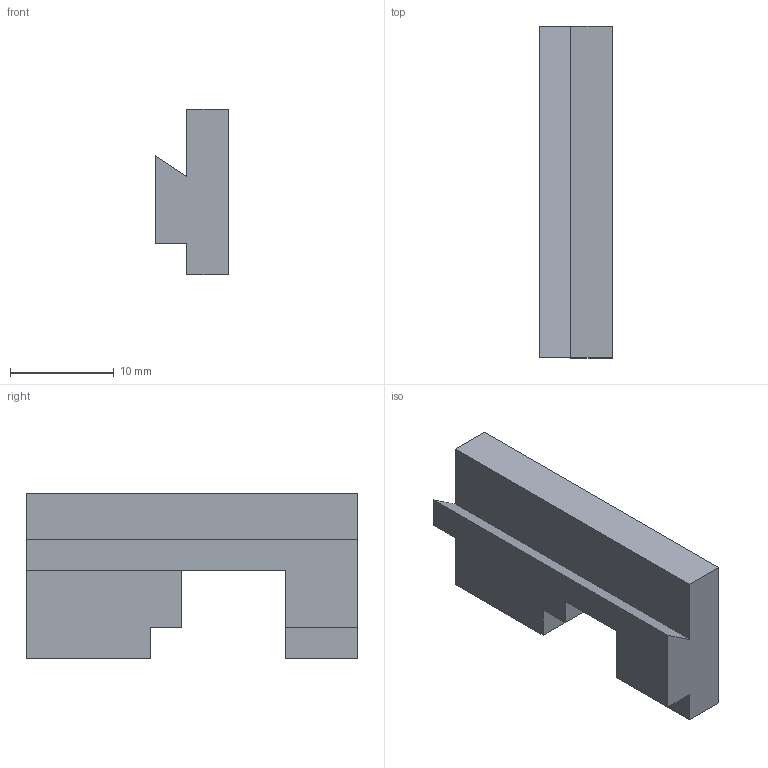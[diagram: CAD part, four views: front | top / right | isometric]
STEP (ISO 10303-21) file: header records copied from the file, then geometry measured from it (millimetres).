
FILE_DESCRIPTION(/* description */ (''),/* implementation_level */ '2;1');
FILE_NAME(/* name */ 'inner_rail_2.stp',/* time_stamp */ '2023-01-09T19:02:36-05:00',/* author */ ('Jared'),/* organization */ (''),/* preprocessor_version */ 'ST-DEVELOPER v19',/* originating_system */ 'Autodesk Inventor 2023',/* authorisation */ '');
FILE_SCHEMA (('AUTOMOTIVE_DESIGN { 1 0 10303 214 3 1 1 }'));
Length unit declared in the file: millimetre
Products named in the file (1): Inner Rails 2
Bounding box: 7 x 32 x 16 mm (x, y, z)
Volume: 1979.5 mm3; surface area: 1608.4 mm2
Topology: 1 solids, 1 shells, 17 faces, 45 edges, 30 vertices
Faces by surface type: plane 17
Entity records: 562 total; most frequent: CARTESIAN_POINT 93, ORIENTED_EDGE 90, DIRECTION 81, LINE 45, VECTOR 45, EDGE_CURVE 45, VERTEX_POINT 30, AXIS2_PLACEMENT_3D 18
